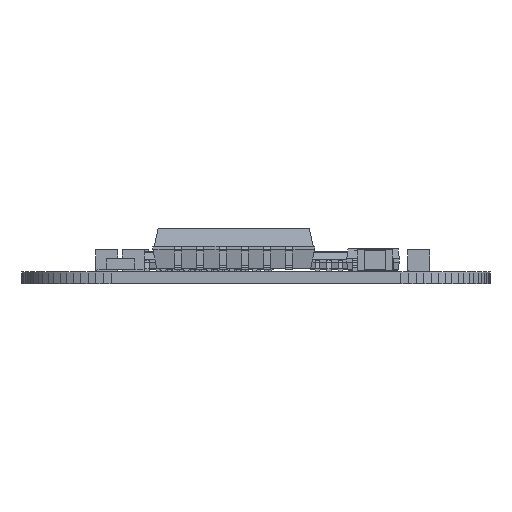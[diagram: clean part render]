
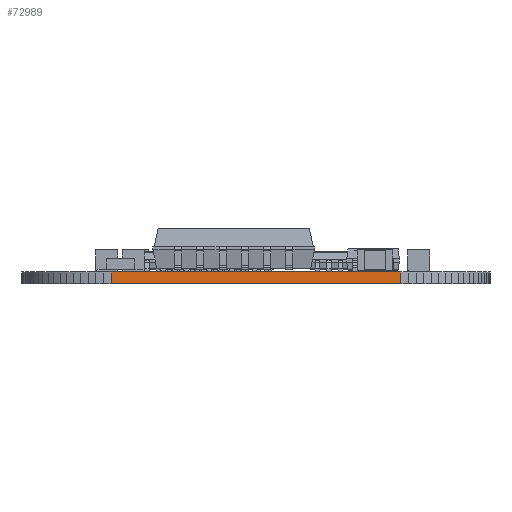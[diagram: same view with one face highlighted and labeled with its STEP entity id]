
A CAD part, front view. The second image highlights one B-rep face of the part: STEP entity #72989.
In plain terms, the highlighted planar face has unit normal (0, -1, 0).
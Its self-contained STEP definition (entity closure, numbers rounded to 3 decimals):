
#64588 = PLANE('',#64589);
#64589 = AXIS2_PLACEMENT_3D('',#64590,#64591,#64592);
#64590 = CARTESIAN_POINT('',(11.43,-24.13,0.68));
#64591 = DIRECTION('',(-0.,-0.,-1.));
#64592 = DIRECTION('',(-1.,0.,0.));
#64642 = PLANE('',#64643);
#64643 = AXIS2_PLACEMENT_3D('',#64644,#64645,#64646);
#64644 = CARTESIAN_POINT('',(11.43,-24.13,0.));
#64645 = DIRECTION('',(-0.,-0.,-1.));
#64646 = DIRECTION('',(-1.,0.,0.));
#65731 = VERTEX_POINT('',#65732);
#65732 = CARTESIAN_POINT('',(19.685,-53.975,0.));
#65746 = PLANE('',#65747);
#65747 = AXIS2_PLACEMENT_3D('',#65748,#65749,#65750);
#65748 = CARTESIAN_POINT('',(20.128,-53.956,0.));
#65749 = DIRECTION('',(0.044,-0.999,0.));
#65750 = DIRECTION('',(-0.999,-0.044,0.));
#65758 = EDGE_CURVE('',#65731,#65759,#65761,.T.);
#65759 = VERTEX_POINT('',#65760);
#65760 = CARTESIAN_POINT('',(3.175,-53.975,0.));
#65761 = SURFACE_CURVE('',#65762,(#65766,#65773),.PCURVE_S1.);
#65762 = LINE('',#65763,#65764);
#65763 = CARTESIAN_POINT('',(19.685,-53.975,0.));
#65764 = VECTOR('',#65765,1.);
#65765 = DIRECTION('',(-1.,0.,0.));
#65766 = PCURVE('',#64642,#65767);
#65767 = DEFINITIONAL_REPRESENTATION('',(#65768),#65772);
#65768 = LINE('',#65769,#65770);
#65769 = CARTESIAN_POINT('',(-8.255,-29.845));
#65770 = VECTOR('',#65771,1.);
#65771 = DIRECTION('',(1.,0.));
#65772 = ( GEOMETRIC_REPRESENTATION_CONTEXT(2) 
PARAMETRIC_REPRESENTATION_CONTEXT() REPRESENTATION_CONTEXT('2D SPACE',''
  ) );
#65773 = PCURVE('',#65774,#65779);
#65774 = PLANE('',#65775);
#65775 = AXIS2_PLACEMENT_3D('',#65776,#65777,#65778);
#65776 = CARTESIAN_POINT('',(19.685,-53.975,0.));
#65777 = DIRECTION('',(0.,-1.,0.));
#65778 = DIRECTION('',(-1.,0.,0.));
#65779 = DEFINITIONAL_REPRESENTATION('',(#65780),#65784);
#65780 = LINE('',#65781,#65782);
#65781 = CARTESIAN_POINT('',(0.,-0.));
#65782 = VECTOR('',#65783,1.);
#65783 = DIRECTION('',(1.,0.));
#65784 = ( GEOMETRIC_REPRESENTATION_CONTEXT(2) 
PARAMETRIC_REPRESENTATION_CONTEXT() REPRESENTATION_CONTEXT('2D SPACE',''
  ) );
#65802 = PLANE('',#65803);
#65803 = AXIS2_PLACEMENT_3D('',#65804,#65805,#65806);
#65804 = CARTESIAN_POINT('',(3.175,-53.975,0.));
#65805 = DIRECTION('',(-0.044,-0.999,0.));
#65806 = DIRECTION('',(-0.999,0.044,0.));
#69009 = VERTEX_POINT('',#69010);
#69010 = CARTESIAN_POINT('',(19.685,-53.975,0.68));
#69031 = EDGE_CURVE('',#69009,#69032,#69034,.T.);
#69032 = VERTEX_POINT('',#69033);
#69033 = CARTESIAN_POINT('',(3.175,-53.975,0.68));
#69034 = SURFACE_CURVE('',#69035,(#69039,#69046),.PCURVE_S1.);
#69035 = LINE('',#69036,#69037);
#69036 = CARTESIAN_POINT('',(19.685,-53.975,0.68));
#69037 = VECTOR('',#69038,1.);
#69038 = DIRECTION('',(-1.,0.,0.));
#69039 = PCURVE('',#64588,#69040);
#69040 = DEFINITIONAL_REPRESENTATION('',(#69041),#69045);
#69041 = LINE('',#69042,#69043);
#69042 = CARTESIAN_POINT('',(-8.255,-29.845));
#69043 = VECTOR('',#69044,1.);
#69044 = DIRECTION('',(1.,0.));
#69045 = ( GEOMETRIC_REPRESENTATION_CONTEXT(2) 
PARAMETRIC_REPRESENTATION_CONTEXT() REPRESENTATION_CONTEXT('2D SPACE',''
  ) );
#69046 = PCURVE('',#65774,#69047);
#69047 = DEFINITIONAL_REPRESENTATION('',(#69048),#69052);
#69048 = LINE('',#69049,#69050);
#69049 = CARTESIAN_POINT('',(0.,-0.68));
#69050 = VECTOR('',#69051,1.);
#69051 = DIRECTION('',(1.,0.));
#69052 = ( GEOMETRIC_REPRESENTATION_CONTEXT(2) 
PARAMETRIC_REPRESENTATION_CONTEXT() REPRESENTATION_CONTEXT('2D SPACE',''
  ) );
#72941 = EDGE_CURVE('',#65731,#69009,#72942,.T.);
#72942 = SURFACE_CURVE('',#72943,(#72947,#72954),.PCURVE_S1.);
#72943 = LINE('',#72944,#72945);
#72944 = CARTESIAN_POINT('',(19.685,-53.975,0.));
#72945 = VECTOR('',#72946,1.);
#72946 = DIRECTION('',(0.,0.,1.));
#72947 = PCURVE('',#65746,#72948);
#72948 = DEFINITIONAL_REPRESENTATION('',(#72949),#72953);
#72949 = LINE('',#72950,#72951);
#72950 = CARTESIAN_POINT('',(0.443,0.));
#72951 = VECTOR('',#72952,1.);
#72952 = DIRECTION('',(0.,-1.));
#72953 = ( GEOMETRIC_REPRESENTATION_CONTEXT(2) 
PARAMETRIC_REPRESENTATION_CONTEXT() REPRESENTATION_CONTEXT('2D SPACE',''
  ) );
#72954 = PCURVE('',#65774,#72955);
#72955 = DEFINITIONAL_REPRESENTATION('',(#72956),#72960);
#72956 = LINE('',#72957,#72958);
#72957 = CARTESIAN_POINT('',(0.,-0.));
#72958 = VECTOR('',#72959,1.);
#72959 = DIRECTION('',(0.,-1.));
#72960 = ( GEOMETRIC_REPRESENTATION_CONTEXT(2) 
PARAMETRIC_REPRESENTATION_CONTEXT() REPRESENTATION_CONTEXT('2D SPACE',''
  ) );
#72989 = ADVANCED_FACE('',(#72990),#65774,.T.);
#72990 = FACE_BOUND('',#72991,.T.);
#72991 = EDGE_LOOP('',(#72992,#72993,#72994,#73015));
#72992 = ORIENTED_EDGE('',*,*,#72941,.T.);
#72993 = ORIENTED_EDGE('',*,*,#69031,.T.);
#72994 = ORIENTED_EDGE('',*,*,#72995,.F.);
#72995 = EDGE_CURVE('',#65759,#69032,#72996,.T.);
#72996 = SURFACE_CURVE('',#72997,(#73001,#73008),.PCURVE_S1.);
#72997 = LINE('',#72998,#72999);
#72998 = CARTESIAN_POINT('',(3.175,-53.975,0.));
#72999 = VECTOR('',#73000,1.);
#73000 = DIRECTION('',(0.,0.,1.));
#73001 = PCURVE('',#65774,#73002);
#73002 = DEFINITIONAL_REPRESENTATION('',(#73003),#73007);
#73003 = LINE('',#73004,#73005);
#73004 = CARTESIAN_POINT('',(16.51,0.));
#73005 = VECTOR('',#73006,1.);
#73006 = DIRECTION('',(0.,-1.));
#73007 = ( GEOMETRIC_REPRESENTATION_CONTEXT(2) 
PARAMETRIC_REPRESENTATION_CONTEXT() REPRESENTATION_CONTEXT('2D SPACE',''
  ) );
#73008 = PCURVE('',#65802,#73009);
#73009 = DEFINITIONAL_REPRESENTATION('',(#73010),#73014);
#73010 = LINE('',#73011,#73012);
#73011 = CARTESIAN_POINT('',(0.,0.));
#73012 = VECTOR('',#73013,1.);
#73013 = DIRECTION('',(0.,-1.));
#73014 = ( GEOMETRIC_REPRESENTATION_CONTEXT(2) 
PARAMETRIC_REPRESENTATION_CONTEXT() REPRESENTATION_CONTEXT('2D SPACE',''
  ) );
#73015 = ORIENTED_EDGE('',*,*,#65758,.F.);
